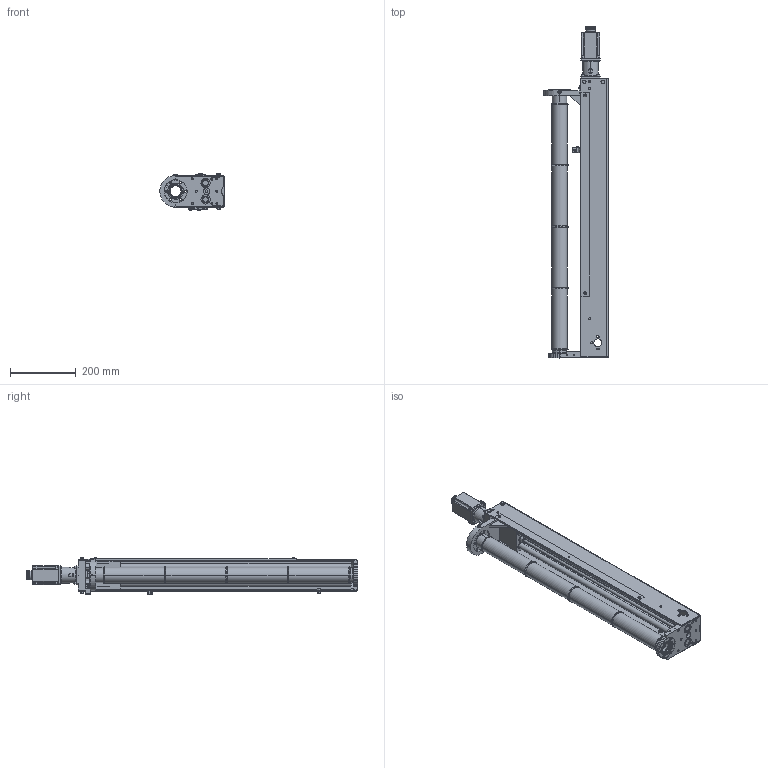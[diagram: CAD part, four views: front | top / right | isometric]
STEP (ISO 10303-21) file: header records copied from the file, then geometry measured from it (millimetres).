
FILE_DESCRIPTION((''),'2;1');
FILE_NAME('PRT0001','2017-04-11T',('keith.feeley'),(''),'CREO PARAMETRIC BY PTC INC, 2015380','CREO PARAMETRIC BY PTC INC, 2015380','');
FILE_SCHEMA(('AUTOMOTIVE_DESIGN { 1 0 10303 214 1 1 1 1 }'));
Products named in the file (1): PRT0001
Bounding box: 195.7 x 1009 x 113.1 mm (x, y, z)
Volume: 2820116 mm3; surface area: 1051134.8 mm2
Topology: 9 solids, 107 shells, 2648 faces, 6689 edges, 4236 vertices
Faces by surface type: plane 1195, cylinder 989, cone 332, torus 128, bspline 4
Entity records: 86104 total; most frequent: CARTESIAN_POINT 19710, DIRECTION 14034, ORIENTED_EDGE 12922, EDGE_CURVE 6627, AXIS2_PLACEMENT_3D 5472, VERTEX_POINT 4236, VECTOR 3090, LINE 3090
